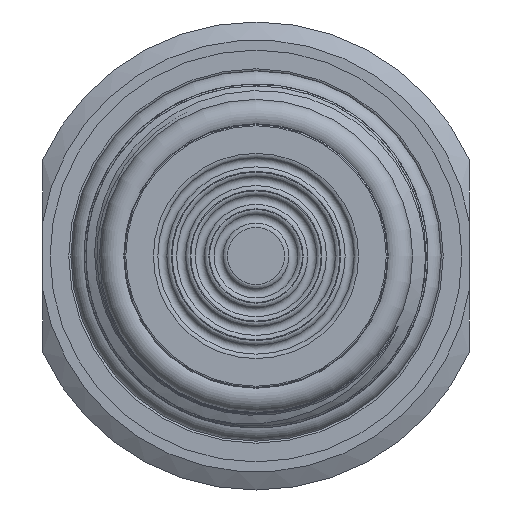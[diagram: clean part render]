
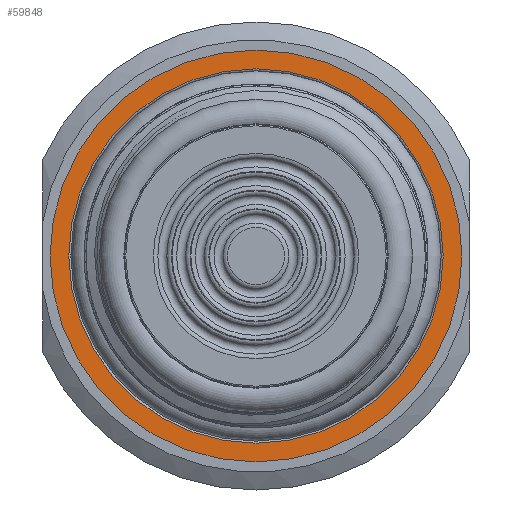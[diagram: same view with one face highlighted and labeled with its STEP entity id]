
A CAD part, left-side view. The second image highlights one B-rep face of the part: STEP entity #59848.
In plain terms, the highlighted planar face has unit normal (-1, 0, 0).
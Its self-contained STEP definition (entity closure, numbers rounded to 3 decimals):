
#4509=FACE_BOUND('',#15563,.T.);
#7699=PLANE('',#67679);
#11546=FACE_OUTER_BOUND('',#15562,.T.);
#15562=EDGE_LOOP('',(#55542));
#15563=EDGE_LOOP('',(#55543));
#16352=CIRCLE('',#67677,18.);
#16354=CIRCLE('',#67680,19.8);
#28531=VERTEX_POINT('',#134957);
#28532=VERTEX_POINT('',#134961);
#37540=EDGE_CURVE('',#28531,#28531,#16352,.T.);
#37542=EDGE_CURVE('',#28532,#28532,#16354,.T.);
#55542=ORIENTED_EDGE('',*,*,#37542,.F.);
#55543=ORIENTED_EDGE('',*,*,#37540,.T.);
#59848=ADVANCED_FACE('',(#11546,#4509),#7699,.T.);
#67677=AXIS2_PLACEMENT_3D('',#134958,#85667,#85668);
#67679=AXIS2_PLACEMENT_3D('',#134960,#85671,#85672);
#67680=AXIS2_PLACEMENT_3D('',#134962,#85673,#85674);
#85667=DIRECTION('center_axis',(1.,0.,0.));
#85668=DIRECTION('ref_axis',(0.,0.,-1.));
#85671=DIRECTION('center_axis',(-1.,0.,0.));
#85672=DIRECTION('ref_axis',(0.,0.,1.));
#85673=DIRECTION('center_axis',(1.,0.,0.));
#85674=DIRECTION('ref_axis',(0.,0.,-1.));
#134957=CARTESIAN_POINT('',(25.,0.,18.));
#134958=CARTESIAN_POINT('Origin',(25.,0.,0.));
#134960=CARTESIAN_POINT('Origin',(25.,19.8,0.));
#134961=CARTESIAN_POINT('',(25.,-19.8,0.));
#134962=CARTESIAN_POINT('Origin',(25.,0.,0.));
